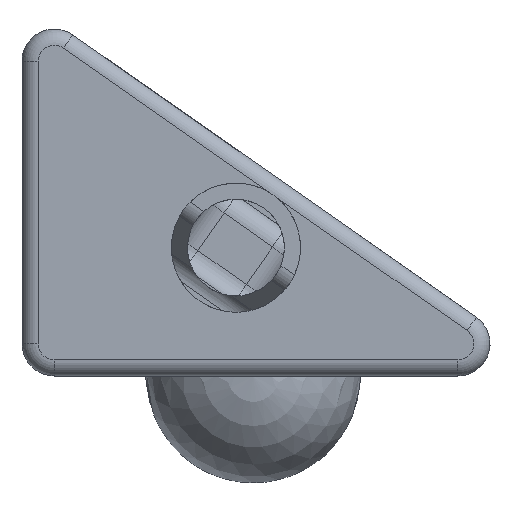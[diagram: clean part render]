
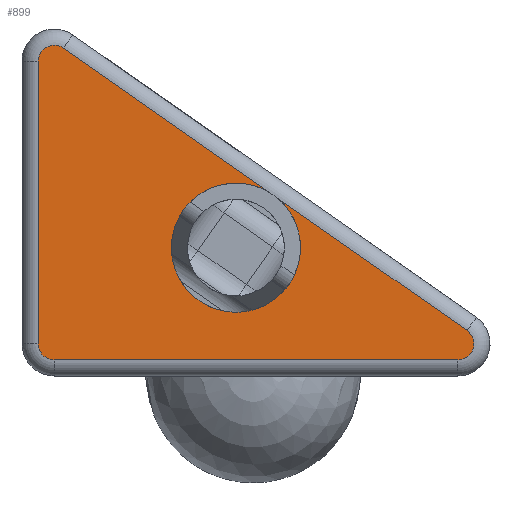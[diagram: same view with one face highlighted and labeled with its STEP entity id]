
A CAD part, left-side view. The second image highlights one B-rep face of the part: STEP entity #899.
In plain terms, the highlighted planar face has unit normal (-1, 0, 0).
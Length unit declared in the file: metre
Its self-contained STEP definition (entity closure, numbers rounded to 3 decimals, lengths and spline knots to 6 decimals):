
#69=CIRCLE('',#981,0.000762);
#70=CIRCLE('',#982,0.000762);
#71=CIRCLE('',#983,0.000762);
#72=CIRCLE('',#984,0.003048);
#151=ORIENTED_EDGE('',*,*,#419,.T.);
#152=ORIENTED_EDGE('',*,*,#420,.T.);
#153=ORIENTED_EDGE('',*,*,#421,.T.);
#154=ORIENTED_EDGE('',*,*,#422,.T.);
#155=ORIENTED_EDGE('',*,*,#423,.T.);
#156=ORIENTED_EDGE('',*,*,#424,.T.);
#157=ORIENTED_EDGE('',*,*,#425,.F.);
#158=ORIENTED_EDGE('',*,*,#426,.T.);
#419=EDGE_CURVE('',#553,#554,#69,.F.);
#420=EDGE_CURVE('',#554,#555,#626,.T.);
#421=EDGE_CURVE('',#555,#556,#70,.F.);
#422=EDGE_CURVE('',#556,#557,#627,.T.);
#423=EDGE_CURVE('',#557,#558,#71,.F.);
#424=EDGE_CURVE('',#558,#559,#628,.T.);
#425=EDGE_CURVE('',#559,#559,#72,.T.);
#426=EDGE_CURVE('',#559,#553,#629,.T.);
#553=VERTEX_POINT('',#1469);
#554=VERTEX_POINT('',#1470);
#555=VERTEX_POINT('',#1472);
#556=VERTEX_POINT('',#1474);
#557=VERTEX_POINT('',#1476);
#558=VERTEX_POINT('',#1478);
#559=VERTEX_POINT('',#1480);
#626=LINE('',#1471,#694);
#627=LINE('',#1475,#695);
#628=LINE('',#1479,#696);
#629=LINE('',#1482,#697);
#694=VECTOR('',#1146,1.);
#695=VECTOR('',#1149,1.);
#696=VECTOR('',#1152,1.);
#697=VECTOR('',#1155,1.);
#744=EDGE_LOOP('',(#151,#152,#153,#154,#155,#156,#157,#158));
#812=FACE_BOUND('',#744,.T.);
#876=PLANE('',#980);
#899=ADVANCED_FACE('',(#812),#876,.F.);
#980=AXIS2_PLACEMENT_3D('',#1467,#1142,#1143);
#981=AXIS2_PLACEMENT_3D('',#1468,#1144,#1145);
#982=AXIS2_PLACEMENT_3D('',#1473,#1147,#1148);
#983=AXIS2_PLACEMENT_3D('',#1477,#1150,#1151);
#984=AXIS2_PLACEMENT_3D('',#1481,#1153,#1154);
#1142=DIRECTION('',(1.,0.,0.));
#1143=DIRECTION('',(0.,1.,0.));
#1144=DIRECTION('',(1.,0.,0.));
#1145=DIRECTION('',(0.,0.,-1.));
#1146=DIRECTION('',(0.,0.,-1.));
#1147=DIRECTION('',(1.,0.,0.));
#1148=DIRECTION('',(0.,0.,-1.));
#1149=DIRECTION('',(0.,-1.,0.));
#1150=DIRECTION('',(1.,0.,0.));
#1151=DIRECTION('',(0.,0.,-1.));
#1152=DIRECTION('',(0.,0.819,0.573));
#1153=DIRECTION('',(-1.,0.,0.));
#1154=DIRECTION('',(0.,0.,1.));
#1155=DIRECTION('',(0.,0.819,0.573));
#1467=CARTESIAN_POINT('',(0.,-0.0127,0.00889));
#1468=CARTESIAN_POINT('',(0.,-0.001524,0.014853));
#1469=CARTESIAN_POINT('',(0.,-0.001961,0.015477));
#1470=CARTESIAN_POINT('',(0.,-0.000762,0.014853));
#1471=CARTESIAN_POINT('',(0.,-0.000762,0.001524));
#1472=CARTESIAN_POINT('',(0.,-0.000762,0.001524));
#1473=CARTESIAN_POINT('',(0.,-0.001524,0.001524));
#1474=CARTESIAN_POINT('',(0.,-0.001524,0.000762));
#1475=CARTESIAN_POINT('',(0.,-0.020565,0.000762));
#1476=CARTESIAN_POINT('',(0.,-0.020565,0.000762));
#1477=CARTESIAN_POINT('',(0.,-0.020565,0.001524));
#1478=CARTESIAN_POINT('',(0.,-0.021002,0.002148));
#1479=CARTESIAN_POINT('',(0.,-0.001961,0.015477));
#1480=CARTESIAN_POINT('',(0.,-0.011845,0.008558));
#1481=CARTESIAN_POINT('',(0.,-0.010097,0.006061));
#1482=CARTESIAN_POINT('',(0.,-0.001961,0.015477));
